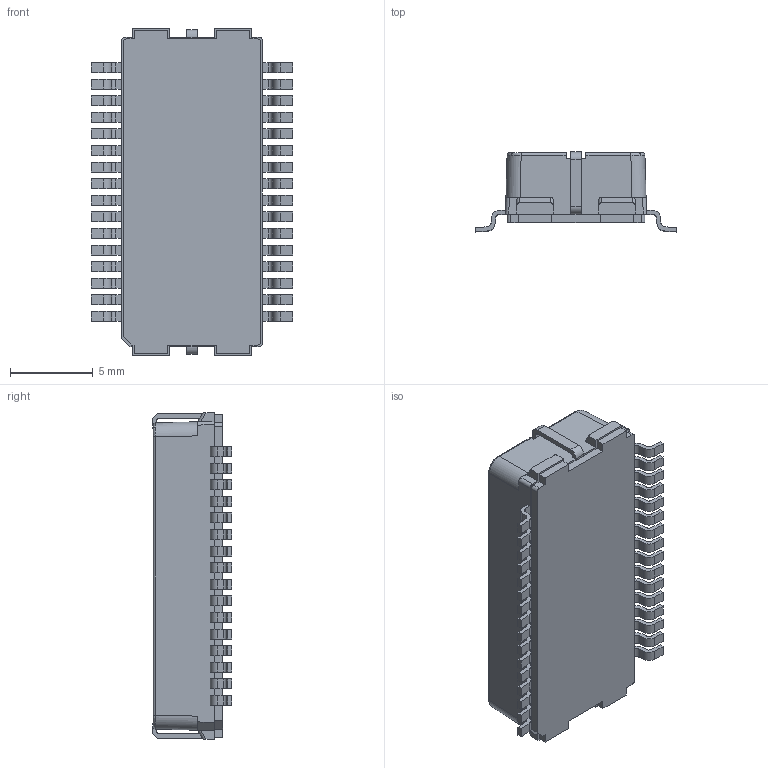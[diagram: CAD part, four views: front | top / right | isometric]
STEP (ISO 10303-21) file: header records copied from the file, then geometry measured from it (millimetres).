
FILE_DESCRIPTION (( 'STEP AP214' ), '1' );
FILE_NAME ('SCHA63T-K03-05.STEP', '2022-06-16T07:34:37', ( '' ), ( '' ), 'SwSTEP 2.0', 'SolidWorks 2017', '' );
FILE_SCHEMA (( 'AUTOMOTIVE_DESIGN' ));
Length unit declared in the file: millimetre
Products named in the file (1): SCHA63T-K03-05
Bounding box: 12.15 x 4.8 x 19.71 mm (x, y, z)
Volume: 626.1 mm3; surface area: 986.1 mm2
Topology: 37 solids, 37 shells, 616 faces, 1595 edges, 1054 vertices
Faces by surface type: plane 426, cylinder 178, bspline 8, torus 4
Entity records: 19104 total; most frequent: CARTESIAN_POINT 3486, ORIENTED_EDGE 3190, DIRECTION 3103, EDGE_CURVE 1595, LINE 1217, VECTOR 1217, VERTEX_POINT 1054, AXIS2_PLACEMENT_3D 943
